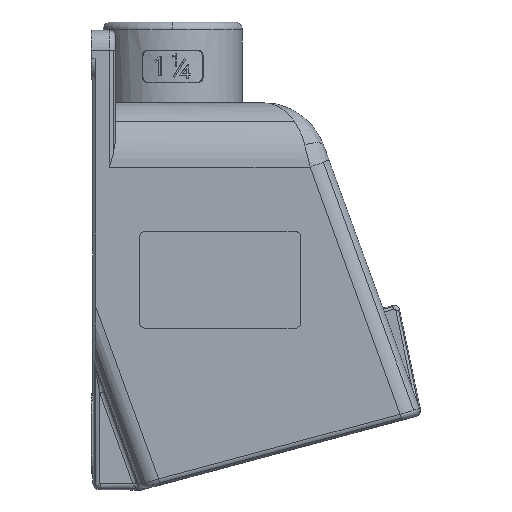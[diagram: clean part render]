
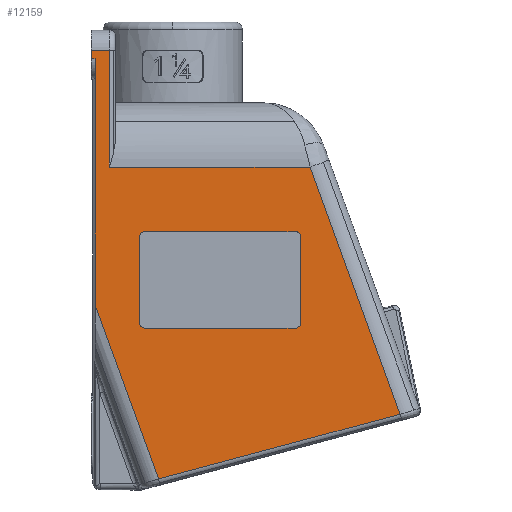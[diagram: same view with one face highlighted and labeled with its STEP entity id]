
A CAD part, top view. The second image highlights one B-rep face of the part: STEP entity #12159.
In plain terms, the highlighted planar face has unit normal (0, 0, 1).
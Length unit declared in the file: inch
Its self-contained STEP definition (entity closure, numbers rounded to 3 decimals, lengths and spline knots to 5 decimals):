
#75 = ORIENTED_EDGE ( 'NONE', *, *, #9158, .F. ) ;
#112 = CIRCLE ( 'NONE', #9297, 0.09 ) ;
#347 = AXIS2_PLACEMENT_3D ( 'NONE', #10549, #1647, #6329 ) ;
#378 = DIRECTION ( 'NONE',  ( 0., 0., 1. ) ) ;
#380 = DIRECTION ( 'NONE',  ( 0., 1., 0. ) ) ;
#384 = EDGE_LOOP ( 'NONE', ( #75, #4032, #8880, #6304, #3014, #3264, #9602, #9103, #8740 ) ) ;
#537 = VERTEX_POINT ( 'NONE', #10854 ) ;
#597 = CARTESIAN_POINT ( 'NONE',  ( 3.13564, 3.91, 2.25 ) ) ;
#662 = VECTOR ( 'NONE', #5803, 39.37008 ) ;
#810 = VERTEX_POINT ( 'NONE', #10963 ) ;
#821 = DIRECTION ( 'NONE',  ( 1., 0., 0. ) ) ;
#836 = CARTESIAN_POINT ( 'NONE',  ( 3.22564, 2.59, 2.25 ) ) ;
#918 = EDGE_CURVE ( 'NONE', #3500, #537, #2302, .T. ) ;
#1241 = FACE_BOUND ( 'NONE', #8344, .T. ) ;
#1336 = DIRECTION ( 'NONE',  ( -0.966, -0.259, 0. ) ) ;
#1354 = VECTOR ( 'NONE', #11462, 39.37008 ) ;
#1365 = DIRECTION ( 'NONE',  ( 1., 0., 0. ) ) ;
#1366 = CIRCLE ( 'NONE', #12890, 0.09 ) ;
#1441 = VERTEX_POINT ( 'NONE', #836 ) ;
#1647 = DIRECTION ( 'NONE',  ( 0., 0., -1. ) ) ;
#1739 = VECTOR ( 'NONE', #1336, 39.37008 ) ;
#1989 = VECTOR ( 'NONE', #10350, 39.37008 ) ;
#2231 = CARTESIAN_POINT ( 'NONE',  ( -0.01973, 6.68, 2.25 ) ) ;
#2255 = VERTEX_POINT ( 'NONE', #3753 ) ;
#2302 = LINE ( 'NONE', #8119, #9557 ) ;
#2371 = VERTEX_POINT ( 'NONE', #7602 ) ;
#2423 = DIRECTION ( 'NONE',  ( -0.342, 0.94, 0. ) ) ;
#2467 = EDGE_CURVE ( 'NONE', #2835, #810, #2536, .T. ) ;
#2536 = LINE ( 'NONE', #9540, #1354 ) ;
#2646 = CARTESIAN_POINT ( 'NONE',  ( -0.01973, 6.68, 2.25 ) ) ;
#2700 = EDGE_CURVE ( 'NONE', #810, #12862, #10553, .T. ) ;
#2791 = CARTESIAN_POINT ( 'NONE',  ( 0.81564, 2.5, 2.25 ) ) ;
#2835 = VERTEX_POINT ( 'NONE', #2906 ) ;
#2867 = EDGE_CURVE ( 'NONE', #4423, #2371, #1366, .T. ) ;
#2885 = LINE ( 'NONE', #6969, #662 ) ;
#2906 = CARTESIAN_POINT ( 'NONE',  ( -0.01973, 6.81, 2.25 ) ) ;
#2925 = VECTOR ( 'NONE', #2423, 39.37008 ) ;
#3014 = ORIENTED_EDGE ( 'NONE', *, *, #2467, .F. ) ;
#3167 = CARTESIAN_POINT ( 'NONE',  ( 3.37083, 5., 2.25 ) ) ;
#3223 = AXIS2_PLACEMENT_3D ( 'NONE', #7533, #5720, #9791 ) ;
#3248 = VERTEX_POINT ( 'NONE', #12427 ) ;
#3264 = ORIENTED_EDGE ( 'NONE', *, *, #7132, .F. ) ;
#3275 = FACE_OUTER_BOUND ( 'NONE', #384, .T. ) ;
#3291 = CARTESIAN_POINT ( 'NONE',  ( 0.26199, 2.24718, 2.25 ) ) ;
#3497 = VERTEX_POINT ( 'NONE', #10104 ) ;
#3500 = VERTEX_POINT ( 'NONE', #8180 ) ;
#3678 = CARTESIAN_POINT ( 'NONE',  ( 3.13564, 2.5, 2.25 ) ) ;
#3753 = CARTESIAN_POINT ( 'NONE',  ( -0.01973, 6.68, 2.25 ) ) ;
#3958 = LINE ( 'NONE', #8791, #5430 ) ;
#3982 = CARTESIAN_POINT ( 'NONE',  ( 3.13564, 4., 2.25 ) ) ;
#4032 = ORIENTED_EDGE ( 'NONE', *, *, #4432, .F. ) ;
#4331 = CARTESIAN_POINT ( 'NONE',  ( 0.25927, 5., 2.25 ) ) ;
#4344 = CARTESIAN_POINT ( 'NONE',  ( 1.71329, 0.35129, 2.25 ) ) ;
#4423 = VERTEX_POINT ( 'NONE', #3982 ) ;
#4432 = EDGE_CURVE ( 'NONE', #9368, #3497, #9926, .T. ) ;
#4435 = EDGE_CURVE ( 'NONE', #1441, #4976, #112, .T. ) ;
#4461 = CIRCLE ( 'NONE', #3223, 0.09 ) ;
#4857 = ORIENTED_EDGE ( 'NONE', *, *, #8067, .T. ) ;
#4976 = VERTEX_POINT ( 'NONE', #3678 ) ;
#5058 = LINE ( 'NONE', #6153, #10439 ) ;
#5296 = LINE ( 'NONE', #10173, #1989 ) ;
#5299 = DIRECTION ( 'NONE',  ( 0., -1., 0. ) ) ;
#5302 = VECTOR ( 'NONE', #380, 39.37008 ) ;
#5308 = ORIENTED_EDGE ( 'NONE', *, *, #4435, .T. ) ;
#5322 = VECTOR ( 'NONE', #7890, 39.37008 ) ;
#5430 = VECTOR ( 'NONE', #6936, 39.37008 ) ;
#5720 = DIRECTION ( 'NONE',  ( 0., 0., -1. ) ) ;
#5803 = DIRECTION ( 'NONE',  ( 1., 0., 0. ) ) ;
#5984 = CIRCLE ( 'NONE', #347, 0.09 ) ;
#6084 = VERTEX_POINT ( 'NONE', #10921 ) ;
#6097 = ORIENTED_EDGE ( 'NONE', *, *, #918, .T. ) ;
#6145 = ORIENTED_EDGE ( 'NONE', *, *, #8305, .T. ) ;
#6153 = CARTESIAN_POINT ( 'NONE',  ( 0.03927, 5.05689, 2.25 ) ) ;
#6227 = VERTEX_POINT ( 'NONE', #2791 ) ;
#6275 = EDGE_CURVE ( 'NONE', #537, #12613, #4461, .T. ) ;
#6304 = ORIENTED_EDGE ( 'NONE', *, *, #2700, .F. ) ;
#6329 = DIRECTION ( 'NONE',  ( 1., 0., 0. ) ) ;
#6333 = CARTESIAN_POINT ( 'NONE',  ( 0.25927, 5.05689, 2.25 ) ) ;
#6808 = ORIENTED_EDGE ( 'NONE', *, *, #6275, .T. ) ;
#6827 = EDGE_CURVE ( 'NONE', #2371, #1441, #5296, .T. ) ;
#6855 = VERTEX_POINT ( 'NONE', #11341 ) ;
#6936 = DIRECTION ( 'NONE',  ( 1., 0., 0. ) ) ;
#6969 = CARTESIAN_POINT ( 'NONE',  ( 1.43914, 4., 2.25 ) ) ;
#6994 = ORIENTED_EDGE ( 'NONE', *, *, #12795, .T. ) ;
#7026 = CARTESIAN_POINT ( 'NONE',  ( 4.33397, 2.35378, 2.25 ) ) ;
#7083 = DIRECTION ( 'NONE',  ( 0., 0., -1. ) ) ;
#7132 = EDGE_CURVE ( 'NONE', #2255, #2835, #10269, .T. ) ;
#7369 = LINE ( 'NONE', #3291, #2925 ) ;
#7533 = CARTESIAN_POINT ( 'NONE',  ( 0.81564, 3.91, 2.25 ) ) ;
#7602 = CARTESIAN_POINT ( 'NONE',  ( 3.22564, 3.91, 2.25 ) ) ;
#7799 = LINE ( 'NONE', #2646, #12006 ) ;
#7890 = DIRECTION ( 'NONE',  ( 0.342, -0.94, 0. ) ) ;
#8058 = DIRECTION ( 'NONE',  ( 0., 1., 0. ) ) ;
#8067 = EDGE_CURVE ( 'NONE', #4976, #6227, #11390, .T. ) ;
#8119 = CARTESIAN_POINT ( 'NONE',  ( 0.72564, 2.79189, 2.25 ) ) ;
#8180 = CARTESIAN_POINT ( 'NONE',  ( 0.72564, 2.59, 2.25 ) ) ;
#8305 = EDGE_CURVE ( 'NONE', #12613, #4423, #2885, .T. ) ;
#8323 = LINE ( 'NONE', #4344, #1739 ) ;
#8344 = EDGE_LOOP ( 'NONE', ( #6808, #6145, #9455, #10961, #5308, #4857, #6994, #6097 ) ) ;
#8351 = PLANE ( 'NONE',  #10582 ) ;
#8740 = ORIENTED_EDGE ( 'NONE', *, *, #10707, .F. ) ;
#8791 = CARTESIAN_POINT ( 'NONE',  ( 2.6997, 5., 2.25 ) ) ;
#8880 = ORIENTED_EDGE ( 'NONE', *, *, #11561, .F. ) ;
#9068 = CARTESIAN_POINT ( 'NONE',  ( 3.13564, 2.59, 2.25 ) ) ;
#9103 = ORIENTED_EDGE ( 'NONE', *, *, #10543, .T. ) ;
#9158 = EDGE_CURVE ( 'NONE', #3497, #6855, #8323, .T. ) ;
#9238 = EDGE_CURVE ( 'NONE', #2255, #3248, #7799, .T. ) ;
#9297 = AXIS2_PLACEMENT_3D ( 'NONE', #9068, #7083, #12966 ) ;
#9368 = VERTEX_POINT ( 'NONE', #3167 ) ;
#9455 = ORIENTED_EDGE ( 'NONE', *, *, #2867, .T. ) ;
#9540 = CARTESIAN_POINT ( 'NONE',  ( -0.01973, 6.81, 2.25 ) ) ;
#9557 = VECTOR ( 'NONE', #8058, 39.37008 ) ;
#9602 = ORIENTED_EDGE ( 'NONE', *, *, #9238, .T. ) ;
#9791 = DIRECTION ( 'NONE',  ( 0., -1., 0. ) ) ;
#9926 = LINE ( 'NONE', #7026, #5322 ) ;
#10104 = CARTESIAN_POINT ( 'NONE',  ( 4.76519, 1.16904, 2.25 ) ) ;
#10173 = CARTESIAN_POINT ( 'NONE',  ( 3.22564, 3.45189, 2.25 ) ) ;
#10269 = LINE ( 'NONE', #2231, #5302 ) ;
#10328 = CARTESIAN_POINT ( 'NONE',  ( 2.06264, 2.99378, 2.25 ) ) ;
#10350 = DIRECTION ( 'NONE',  ( 0., -1., 0. ) ) ;
#10439 = VECTOR ( 'NONE', #12203, 39.37008 ) ;
#10543 = EDGE_CURVE ( 'NONE', #3248, #6084, #5058, .T. ) ;
#10549 = CARTESIAN_POINT ( 'NONE',  ( 0.81564, 2.59, 2.25 ) ) ;
#10553 = LINE ( 'NONE', #6333, #11203 ) ;
#10582 = AXIS2_PLACEMENT_3D ( 'NONE', #10328, #378, #1365 ) ;
#10621 = DIRECTION ( 'NONE',  ( 0., 0., -1. ) ) ;
#10707 = EDGE_CURVE ( 'NONE', #6855, #6084, #7369, .T. ) ;
#10854 = CARTESIAN_POINT ( 'NONE',  ( 0.72564, 3.91, 2.25 ) ) ;
#10921 = CARTESIAN_POINT ( 'NONE',  ( 0.03927, 2.85908, 2.25 ) ) ;
#10961 = ORIENTED_EDGE ( 'NONE', *, *, #6827, .T. ) ;
#10963 = CARTESIAN_POINT ( 'NONE',  ( 0.25927, 6.81, 2.25 ) ) ;
#11203 = VECTOR ( 'NONE', #5299, 39.37008 ) ;
#11208 = DIRECTION ( 'NONE',  ( -1., 0., 0. ) ) ;
#11325 = CARTESIAN_POINT ( 'NONE',  ( 2.59914, 2.5, 2.25 ) ) ;
#11341 = CARTESIAN_POINT ( 'NONE',  ( 1.01968, 0.16544, 2.25 ) ) ;
#11390 = LINE ( 'NONE', #11325, #12392 ) ;
#11462 = DIRECTION ( 'NONE',  ( 1., 0., 0. ) ) ;
#11561 = EDGE_CURVE ( 'NONE', #12862, #9368, #3958, .T. ) ;
#11773 = CARTESIAN_POINT ( 'NONE',  ( 0.81564, 4., 2.25 ) ) ;
#11946 = DIRECTION ( 'NONE',  ( -1., 0., 0. ) ) ;
#12006 = VECTOR ( 'NONE', #821, 39.37008 ) ;
#12159 = ADVANCED_FACE ( 'NONE', ( #1241, #3275 ), #8351, .T. ) ;
#12203 = DIRECTION ( 'NONE',  ( 0., -1., 0. ) ) ;
#12392 = VECTOR ( 'NONE', #11208, 39.37008 ) ;
#12427 = CARTESIAN_POINT ( 'NONE',  ( 0.03927, 6.68, 2.25 ) ) ;
#12613 = VERTEX_POINT ( 'NONE', #11773 ) ;
#12795 = EDGE_CURVE ( 'NONE', #6227, #3500, #5984, .T. ) ;
#12862 = VERTEX_POINT ( 'NONE', #4331 ) ;
#12890 = AXIS2_PLACEMENT_3D ( 'NONE', #597, #10621, #11946 ) ;
#12966 = DIRECTION ( 'NONE',  ( 0., 1., 0. ) ) ;
